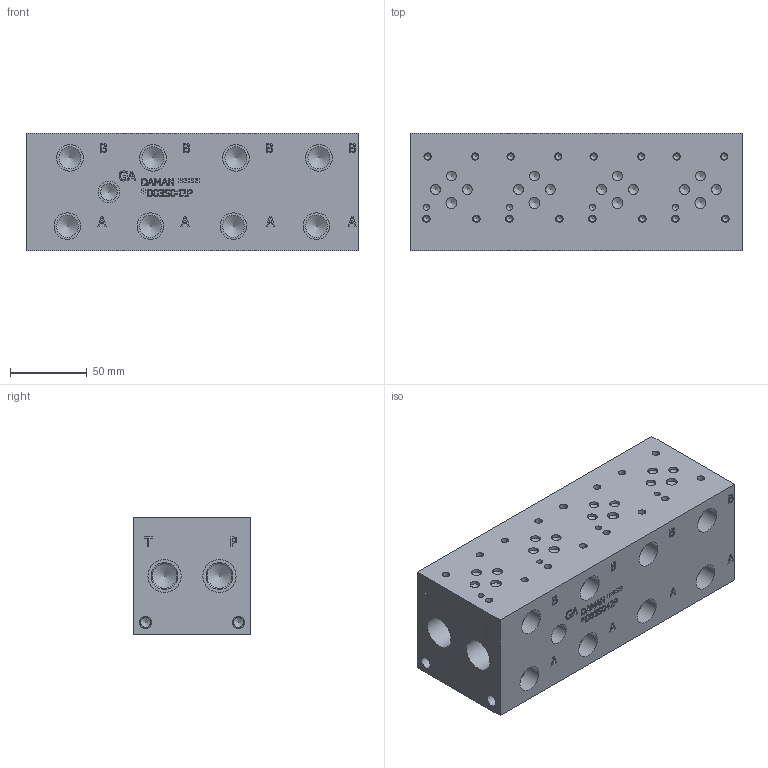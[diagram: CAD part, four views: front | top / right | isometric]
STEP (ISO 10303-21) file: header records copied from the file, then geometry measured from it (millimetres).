
FILE_DESCRIPTION(/* description */ (''),/* implementation_level */ '2;1');
FILE_NAME(/* name */ '_D03S042P.stp',/* time_stamp */ '2020-03-16T15:04:21-04:00',/* author */ ('alexanderw'),/* organization */ (''),/* preprocessor_version */ 'ST-DEVELOPER v17',/* originating_system */ 'Autodesk Inventor 2019',/* authorisation */ '');
FILE_SCHEMA (('AUTOMOTIVE_DESIGN { 1 0 10303 214 3 1 1 }'));
Length unit declared in the file: millimetre
Products named in the file (1): Part_AD03S042P_3D
Bounding box: 215.9 x 76.2 x 76.2 mm (x, y, z)
Volume: 1178457 mm3; surface area: 99248.7 mm2
Topology: 1 solids, 1 shells, 742 faces, 2038 edges, 1386 vertices
Faces by surface type: plane 415, bspline 180, cylinder 90, cone 57
Full cylindrical faces by diameter (mm): 3.785 x16, 3.962 x4, 4.826 x16, 6.35 x12, 6.528 x4, 7.137 x4, 7.925 x4, 10.719 x1, 13.868 x1, 14.3 x8, 15.875 x4, 17.297 x8, 17.475 x4, 21.59 x4
Entity records: 24869 total; most frequent: CARTESIAN_POINT 6454, ORIENTED_EDGE 3970, DIRECTION 3074, EDGE_CURVE 1985, VERTEX_POINT 1386, LINE 1302, VECTOR 1302, AXIS2_PLACEMENT_3D 886
